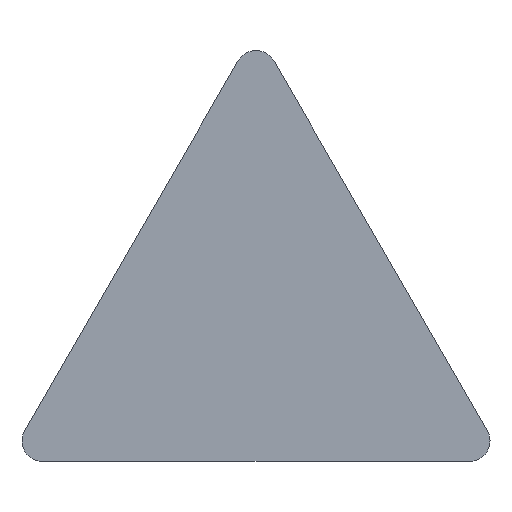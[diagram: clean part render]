
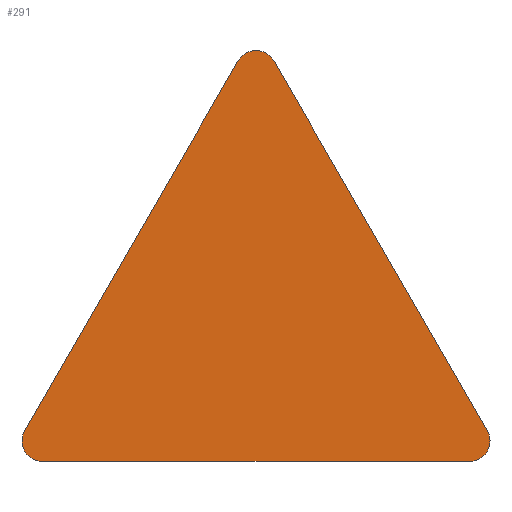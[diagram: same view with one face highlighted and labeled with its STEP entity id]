
A CAD part, top view. The second image highlights one B-rep face of the part: STEP entity #291.
In plain terms, the highlighted planar face has unit normal (0, 0, 1).
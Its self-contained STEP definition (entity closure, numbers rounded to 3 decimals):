
#19=DIRECTION('',(0.5,0.866,0.));
#20=VECTOR('',#19,8.26);
#21=CARTESIAN_POINT('',(-4.476,-2.185,0.));
#22=LINE('',#21,#20);
#27=CARTESIAN_POINT('',(0.,4.769,0.));
#28=DIRECTION('',(0.,0.,-1.));
#29=DIRECTION('',(-0.866,0.5,0.));
#30=AXIS2_PLACEMENT_3D('',#27,#28,#29);
#35=DIRECTION('',(0.5,-0.866,0.));
#36=VECTOR('',#35,8.26);
#37=CARTESIAN_POINT('',(0.346,4.969,0.));
#38=LINE('',#37,#36);
#42=CARTESIAN_POINT('',(4.13,-2.385,0.));
#43=DIRECTION('',(0.,0.,-1.));
#44=DIRECTION('',(0.866,0.5,0.));
#45=AXIS2_PLACEMENT_3D('',#42,#43,#44);
#50=DIRECTION('',(-1.,0.,0.));
#51=VECTOR('',#50,8.26);
#52=CARTESIAN_POINT('',(4.13,-2.785,0.));
#53=LINE('',#52,#51);
#57=CARTESIAN_POINT('',(-4.13,-2.385,0.));
#58=DIRECTION('',(0.,0.,-1.));
#59=DIRECTION('',(0.,-1.,0.));
#60=AXIS2_PLACEMENT_3D('',#57,#58,#59);
#236=CARTESIAN_POINT('',(-4.476,-2.185,0.));
#237=CARTESIAN_POINT('',(-0.346,4.969,0.));
#238=VERTEX_POINT('',#236);
#239=VERTEX_POINT('',#237);
#240=CARTESIAN_POINT('',(-4.13,-2.785,0.));
#241=VERTEX_POINT('',#240);
#242=CARTESIAN_POINT('',(4.13,-2.785,0.));
#243=VERTEX_POINT('',#242);
#244=CARTESIAN_POINT('',(4.476,-2.185,0.));
#245=VERTEX_POINT('',#244);
#246=CARTESIAN_POINT('',(0.346,4.969,0.));
#247=VERTEX_POINT('',#246);
#272=CARTESIAN_POINT('',(0.,0.,0.));
#273=DIRECTION('',(0.,0.,1.));
#274=DIRECTION('',(1.,0.,0.));
#275=AXIS2_PLACEMENT_3D('',#272,#273,#274);
#276=PLANE('',#275);
#278=ORIENTED_EDGE('',*,*,#277,.T.);
#280=ORIENTED_EDGE('',*,*,#279,.T.);
#282=ORIENTED_EDGE('',*,*,#281,.T.);
#284=ORIENTED_EDGE('',*,*,#283,.T.);
#286=ORIENTED_EDGE('',*,*,#285,.T.);
#288=ORIENTED_EDGE('',*,*,#287,.T.);
#289=EDGE_LOOP('',(#278,#280,#282,#284,#286,#288));
#290=FACE_OUTER_BOUND('',#289,.F.);
#31=CIRCLE('',#30,0.4);
#46=CIRCLE('',#45,0.4);
#61=CIRCLE('',#60,0.4);
#277=EDGE_CURVE('',#238,#239,#22,.T.);
#279=EDGE_CURVE('',#239,#247,#31,.T.);
#281=EDGE_CURVE('',#247,#245,#38,.T.);
#283=EDGE_CURVE('',#245,#243,#46,.T.);
#285=EDGE_CURVE('',#243,#241,#53,.T.);
#287=EDGE_CURVE('',#241,#238,#61,.T.);
#291=ADVANCED_FACE('',(#290),#276,.T.);
